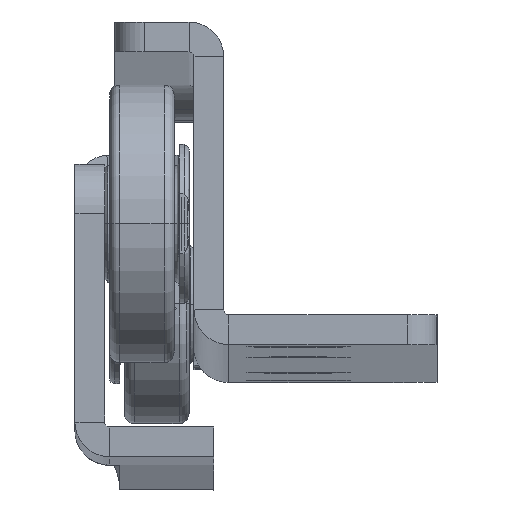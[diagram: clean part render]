
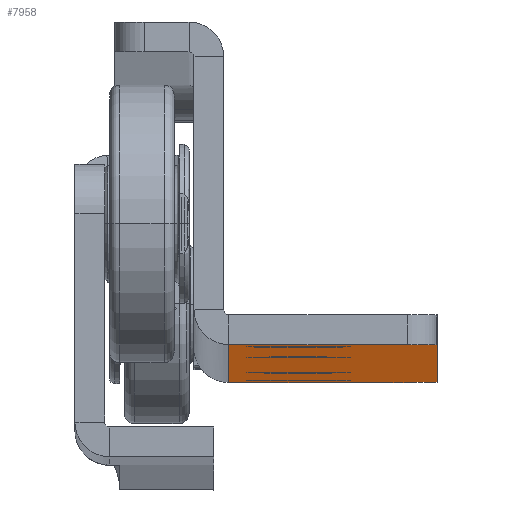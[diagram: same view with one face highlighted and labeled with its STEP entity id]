
A CAD part, top view. The second image highlights one B-rep face of the part: STEP entity #7958.
In plain terms, the highlighted face is planar.
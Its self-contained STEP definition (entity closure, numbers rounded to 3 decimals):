
#92 = CIRCLE ( 'NONE', #53107, 5.25 ) ;
#1158 = CIRCLE ( 'NONE', #41764, 5.25 ) ;
#1221 = AXIS2_PLACEMENT_3D ( 'NONE', #21496, #14004, #26191 ) ;
#1375 = LINE ( 'NONE', #31286, #20557 ) ;
#1669 = DIRECTION ( 'NONE',  ( -1., 0., 0. ) ) ;
#1695 = CARTESIAN_POINT ( 'NONE',  ( 3.5, -9.5, 30. ) ) ;
#2453 = DIRECTION ( 'NONE',  ( 1., 0., 0. ) ) ;
#2593 = EDGE_CURVE ( 'NONE', #15780, #48416, #25869, .T. ) ;
#2842 = EDGE_CURVE ( 'NONE', #12973, #4045, #42631, .T. ) ;
#3014 = CARTESIAN_POINT ( 'NONE',  ( 5.25, -9.5, 56. ) ) ;
#3571 = EDGE_CURVE ( 'NONE', #40064, #16090, #3839, .T. ) ;
#3839 = CIRCLE ( 'NONE', #1221, 5.25 ) ;
#4045 = VERTEX_POINT ( 'NONE', #4655 ) ;
#4655 = CARTESIAN_POINT ( 'NONE',  ( 5.25, -9.5, 152. ) ) ;
#4976 = CARTESIAN_POINT ( 'NONE',  ( 10.5, -9.5, 472. ) ) ;
#5248 = FACE_BOUND ( 'NONE', #25463, .T. ) ;
#5534 = DIRECTION ( 'NONE',  ( 0., 0., -1. ) ) ;
#5662 = CARTESIAN_POINT ( 'NONE',  ( 21.502, -9.5, 500. ) ) ;
#6287 = CIRCLE ( 'NONE', #22251, 5. ) ;
#6593 = CIRCLE ( 'NONE', #37505, 5.25 ) ;
#7204 = VERTEX_POINT ( 'NONE', #1695 ) ;
#7211 = CARTESIAN_POINT ( 'NONE',  ( 21.502, -9.5, 497. ) ) ;
#7721 = ORIENTED_EDGE ( 'NONE', *, *, #37653, .F. ) ;
#7958 = ADVANCED_FACE ( 'NONE', ( #5248, #50175, #37418, #28651, #45460 ), #37142, .F. ) ;
#8068 = VERTEX_POINT ( 'NONE', #3014 ) ;
#8283 = DIRECTION ( 'NONE',  ( -0.105, 0., 0.995 ) ) ;
#9166 = CARTESIAN_POINT ( 'NONE',  ( 24.5, -9.5, 497.182 ) ) ;
#9383 = DIRECTION ( 'NONE',  ( -1., 0., 0. ) ) ;
#9645 = LINE ( 'NONE', #18779, #37991 ) ;
#9657 = CARTESIAN_POINT ( 'NONE',  ( 10.5, -9.5, 344. ) ) ;
#10597 = CARTESIAN_POINT ( 'NONE',  ( 10.5, -9.5, 56. ) ) ;
#10752 = EDGE_CURVE ( 'NONE', #7204, #14891, #9645, .T. ) ;
#11663 = DIRECTION ( 'NONE',  ( 1., 0., 0. ) ) ;
#11897 = ORIENTED_EDGE ( 'NONE', *, *, #10752, .F. ) ;
#11915 = CARTESIAN_POINT ( 'NONE',  ( 24.486, -9.5, 497.314 ) ) ;
#12736 = ORIENTED_EDGE ( 'NONE', *, *, #50870, .F. ) ;
#12824 = DIRECTION ( 'NONE',  ( 0., 0., 1. ) ) ;
#12973 = VERTEX_POINT ( 'NONE', #30036 ) ;
#13332 = CARTESIAN_POINT ( 'NONE',  ( 3.5, -9.5, 500. ) ) ;
#13633 = VECTOR ( 'NONE', #8283, 1000. ) ;
#14004 = DIRECTION ( 'NONE',  ( 0., 1., 0. ) ) ;
#14851 = VERTEX_POINT ( 'NONE', #9166 ) ;
#14867 = AXIS2_PLACEMENT_3D ( 'NONE', #15681, #37203, #54389 ) ;
#14891 = VERTEX_POINT ( 'NONE', #13332 ) ;
#14942 = LINE ( 'NONE', #43662, #48481 ) ;
#15681 = CARTESIAN_POINT ( 'NONE',  ( 10.5, -9.5, 56. ) ) ;
#15780 = VERTEX_POINT ( 'NONE', #54289 ) ;
#16090 = VERTEX_POINT ( 'NONE', #50355 ) ;
#16946 = ORIENTED_EDGE ( 'NONE', *, *, #2842, .T. ) ;
#17021 = AXIS2_PLACEMENT_3D ( 'NONE', #37939, #42659, #42361 ) ;
#17202 = ORIENTED_EDGE ( 'NONE', *, *, #43015, .T. ) ;
#17217 = DIRECTION ( 'NONE',  ( 0., -1., 0. ) ) ;
#17290 = DIRECTION ( 'NONE',  ( 0., 1., 0. ) ) ;
#17428 = CARTESIAN_POINT ( 'NONE',  ( 24.5, -9.5, 500. ) ) ;
#18779 = CARTESIAN_POINT ( 'NONE',  ( 3.5, -9.5, 500. ) ) ;
#19041 = DIRECTION ( 'NONE',  ( 0., 0., 1. ) ) ;
#19274 = CIRCLE ( 'NONE', #14867, 5.25 ) ;
#19786 = CARTESIAN_POINT ( 'NONE',  ( 19.702, -9.5, 30. ) ) ;
#20557 = VECTOR ( 'NONE', #5534, 1000. ) ;
#21496 = CARTESIAN_POINT ( 'NONE',  ( 10.5, -9.5, 472. ) ) ;
#22136 = EDGE_CURVE ( 'NONE', #7204, #41578, #40346, .T. ) ;
#22251 = AXIS2_PLACEMENT_3D ( 'NONE', #50717, #17217, #12824 ) ;
#22955 = ORIENTED_EDGE ( 'NONE', *, *, #45817, .T. ) ;
#23212 = AXIS2_PLACEMENT_3D ( 'NONE', #39104, #17290, #46622 ) ;
#23540 = EDGE_CURVE ( 'NONE', #41578, #44086, #6287, .T. ) ;
#23604 = DIRECTION ( 'NONE',  ( 0., 1., 0. ) ) ;
#24371 = CARTESIAN_POINT ( 'NONE',  ( 24.5, -9.5, 30. ) ) ;
#24394 = ORIENTED_EDGE ( 'NONE', *, *, #44134, .T. ) ;
#24459 = DIRECTION ( 'NONE',  ( 0., 0., -1. ) ) ;
#24484 = EDGE_LOOP ( 'NONE', ( #49182, #27706 ) ) ;
#24772 = ORIENTED_EDGE ( 'NONE', *, *, #3571, .T. ) ;
#24914 = LINE ( 'NONE', #11915, #13633 ) ;
#25463 = EDGE_LOOP ( 'NONE', ( #33480, #24772 ) ) ;
#25869 = CIRCLE ( 'NONE', #23212, 5.25 ) ;
#26191 = DIRECTION ( 'NONE',  ( -1., 0., 0. ) ) ;
#26264 = EDGE_LOOP ( 'NONE', ( #11897, #43875, #37882, #12736, #24394, #43775, #7721 ) ) ;
#26595 = EDGE_CURVE ( 'NONE', #48416, #15780, #1158, .T. ) ;
#27706 = ORIENTED_EDGE ( 'NONE', *, *, #2593, .T. ) ;
#28574 = DIRECTION ( 'NONE',  ( 0., 0., 1. ) ) ;
#28651 = FACE_BOUND ( 'NONE', #42367, .T. ) ;
#29986 = EDGE_CURVE ( 'NONE', #16090, #40064, #6593, .T. ) ;
#30036 = CARTESIAN_POINT ( 'NONE',  ( 15.75, -9.5, 152. ) ) ;
#30207 = DIRECTION ( 'NONE',  ( 0., 1., 0. ) ) ;
#30986 = DIRECTION ( 'NONE',  ( 0., 1., 0. ) ) ;
#31149 = CARTESIAN_POINT ( 'NONE',  ( 15.75, -9.5, 344. ) ) ;
#31286 = CARTESIAN_POINT ( 'NONE',  ( 24.5, -9.5, 500. ) ) ;
#32690 = VECTOR ( 'NONE', #11663, 1000. ) ;
#33298 = DIRECTION ( 'NONE',  ( 0., 1., 0. ) ) ;
#33480 = ORIENTED_EDGE ( 'NONE', *, *, #29986, .T. ) ;
#33730 = VERTEX_POINT ( 'NONE', #47544 ) ;
#33951 = EDGE_LOOP ( 'NONE', ( #16946, #43758 ) ) ;
#35525 = CIRCLE ( 'NONE', #47072, 5.25 ) ;
#35828 = VERTEX_POINT ( 'NONE', #44408 ) ;
#36209 = AXIS2_PLACEMENT_3D ( 'NONE', #7211, #45104, #28574 ) ;
#37142 = PLANE ( 'NONE',  #39614 ) ;
#37203 = DIRECTION ( 'NONE',  ( 0., 1., 0. ) ) ;
#37418 = FACE_BOUND ( 'NONE', #33951, .T. ) ;
#37505 = AXIS2_PLACEMENT_3D ( 'NONE', #4976, #30207, #50657 ) ;
#37653 = EDGE_CURVE ( 'NONE', #14891, #49380, #14942, .T. ) ;
#37882 = ORIENTED_EDGE ( 'NONE', *, *, #23540, .T. ) ;
#37939 = CARTESIAN_POINT ( 'NONE',  ( 10.5, -9.5, 152. ) ) ;
#37991 = VECTOR ( 'NONE', #19041, 1000. ) ;
#39104 = CARTESIAN_POINT ( 'NONE',  ( 10.5, -9.5, 344. ) ) ;
#39531 = DIRECTION ( 'NONE',  ( 0., 1., 0. ) ) ;
#39614 = AXIS2_PLACEMENT_3D ( 'NONE', #17428, #33298, #24459 ) ;
#40064 = VERTEX_POINT ( 'NONE', #49037 ) ;
#40346 = LINE ( 'NONE', #24371, #32690 ) ;
#40374 = EDGE_CURVE ( 'NONE', #4045, #12973, #92, .T. ) ;
#41578 = VERTEX_POINT ( 'NONE', #19786 ) ;
#41764 = AXIS2_PLACEMENT_3D ( 'NONE', #9657, #30986, #9383 ) ;
#42361 = DIRECTION ( 'NONE',  ( -1., 0., 0. ) ) ;
#42367 = EDGE_LOOP ( 'NONE', ( #17202, #22955 ) ) ;
#42631 = CIRCLE ( 'NONE', #17021, 5.25 ) ;
#42659 = DIRECTION ( 'NONE',  ( 0., 1., 0. ) ) ;
#43015 = EDGE_CURVE ( 'NONE', #35828, #8068, #35525, .T. ) ;
#43662 = CARTESIAN_POINT ( 'NONE',  ( 24.5, -9.5, 500. ) ) ;
#43758 = ORIENTED_EDGE ( 'NONE', *, *, #40374, .T. ) ;
#43775 = ORIENTED_EDGE ( 'NONE', *, *, #49635, .T. ) ;
#43875 = ORIENTED_EDGE ( 'NONE', *, *, #22136, .T. ) ;
#44086 = VERTEX_POINT ( 'NONE', #45905 ) ;
#44134 = EDGE_CURVE ( 'NONE', #14851, #33730, #24914, .T. ) ;
#44408 = CARTESIAN_POINT ( 'NONE',  ( 15.75, -9.5, 56. ) ) ;
#44866 = DIRECTION ( 'NONE',  ( -1., 0., 0. ) ) ;
#45104 = DIRECTION ( 'NONE',  ( 0., -1., 0. ) ) ;
#45460 = FACE_OUTER_BOUND ( 'NONE', #26264, .T. ) ;
#45817 = EDGE_CURVE ( 'NONE', #8068, #35828, #19274, .T. ) ;
#45905 = CARTESIAN_POINT ( 'NONE',  ( 24.5, -9.5, 33.594 ) ) ;
#46622 = DIRECTION ( 'NONE',  ( -1., 0., 0. ) ) ;
#47072 = AXIS2_PLACEMENT_3D ( 'NONE', #10597, #23604, #44866 ) ;
#47544 = CARTESIAN_POINT ( 'NONE',  ( 24.486, -9.5, 497.314 ) ) ;
#48416 = VERTEX_POINT ( 'NONE', #31149 ) ;
#48481 = VECTOR ( 'NONE', #2453, 1000. ) ;
#48972 = CARTESIAN_POINT ( 'NONE',  ( 10.5, -9.5, 152. ) ) ;
#49037 = CARTESIAN_POINT ( 'NONE',  ( 5.25, -9.5, 472. ) ) ;
#49182 = ORIENTED_EDGE ( 'NONE', *, *, #26595, .T. ) ;
#49380 = VERTEX_POINT ( 'NONE', #5662 ) ;
#49635 = EDGE_CURVE ( 'NONE', #33730, #49380, #53967, .T. ) ;
#50175 = FACE_BOUND ( 'NONE', #24484, .T. ) ;
#50355 = CARTESIAN_POINT ( 'NONE',  ( 15.75, -9.5, 472. ) ) ;
#50657 = DIRECTION ( 'NONE',  ( -1., 0., 0. ) ) ;
#50717 = CARTESIAN_POINT ( 'NONE',  ( 19.702, -9.5, 35. ) ) ;
#50870 = EDGE_CURVE ( 'NONE', #14851, #44086, #1375, .T. ) ;
#53107 = AXIS2_PLACEMENT_3D ( 'NONE', #48972, #39531, #1669 ) ;
#53967 = CIRCLE ( 'NONE', #36209, 3. ) ;
#54289 = CARTESIAN_POINT ( 'NONE',  ( 5.25, -9.5, 344. ) ) ;
#54389 = DIRECTION ( 'NONE',  ( -1., 0., 0. ) ) ;
